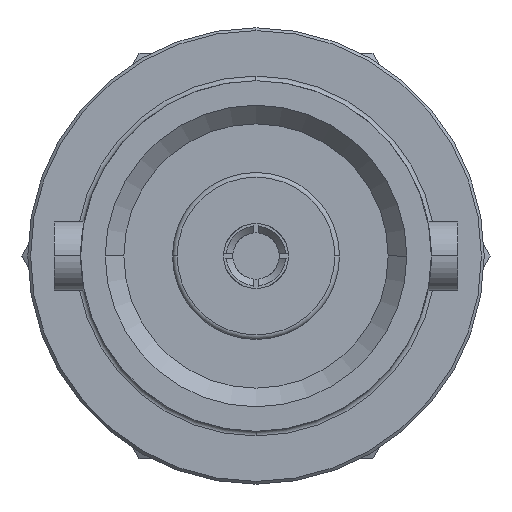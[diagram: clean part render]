
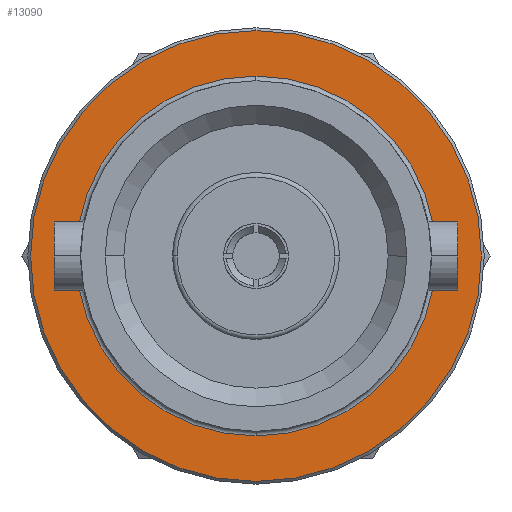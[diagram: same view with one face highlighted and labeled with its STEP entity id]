
A CAD part, left-side view. The second image highlights one B-rep face of the part: STEP entity #13090.
In plain terms, the highlighted planar face has unit normal (-1, 0, 0).
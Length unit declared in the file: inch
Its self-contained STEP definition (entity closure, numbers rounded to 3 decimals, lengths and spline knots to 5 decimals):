
#299 = EDGE_CURVE ( 'NONE', #5307, #2101, #14303, .T. ) ;
#1966 = EDGE_CURVE ( 'NONE', #2101, #5307, #5007, .T. ) ;
#2101 = VERTEX_POINT ( 'NONE', #12010 ) ;
#2450 = EDGE_LOOP ( 'NONE', ( #17725, #20344 ) ) ;
#4146 = DIRECTION ( 'NONE',  ( 1., 0., 0. ) ) ;
#4421 = CIRCLE ( 'NONE', #7442, 0.24306 ) ;
#4860 = AXIS2_PLACEMENT_3D ( 'NONE', #8831, #21915, #16771 ) ;
#5007 = CIRCLE ( 'NONE', #9997, 0.194 ) ;
#5307 = VERTEX_POINT ( 'NONE', #16580 ) ;
#7019 = EDGE_CURVE ( 'NONE', #13552, #11268, #4421, .T. ) ;
#7442 = AXIS2_PLACEMENT_3D ( 'NONE', #8622, #13752, #18807 ) ;
#7746 = DIRECTION ( 'NONE',  ( 1., 0., 0. ) ) ;
#7896 = CARTESIAN_POINT ( 'NONE',  ( 0.4252, 0., -0.24306 ) ) ;
#8622 = CARTESIAN_POINT ( 'NONE',  ( 0.4252, 0., 0. ) ) ;
#8831 = CARTESIAN_POINT ( 'NONE',  ( 0.4252, 0., 0. ) ) ;
#9997 = AXIS2_PLACEMENT_3D ( 'NONE', #17916, #7746, #18121 ) ;
#10896 = EDGE_CURVE ( 'NONE', #11268, #13552, #21624, .T. ) ;
#11098 = CARTESIAN_POINT ( 'NONE',  ( 0.4252, 0., 0. ) ) ;
#11268 = VERTEX_POINT ( 'NONE', #7896 ) ;
#11816 = EDGE_LOOP ( 'NONE', ( #17866, #21562 ) ) ;
#12010 = CARTESIAN_POINT ( 'NONE',  ( 0.4252, 0., 0.194 ) ) ;
#12291 = CARTESIAN_POINT ( 'NONE',  ( 0.4252, -0.18876, 0. ) ) ;
#12346 = FACE_BOUND ( 'NONE', #11816, .T. ) ;
#13090 = ADVANCED_FACE ( 'NONE', ( #13950, #12346 ), #17351, .F. ) ;
#13156 = AXIS2_PLACEMENT_3D ( 'NONE', #12291, #4146, #17633 ) ;
#13552 = VERTEX_POINT ( 'NONE', #15281 ) ;
#13752 = DIRECTION ( 'NONE',  ( -1., 0., 0. ) ) ;
#13950 = FACE_OUTER_BOUND ( 'NONE', #2450, .T. ) ;
#14303 = CIRCLE ( 'NONE', #4860, 0.194 ) ;
#14589 = DIRECTION ( 'NONE',  ( 0., 0., -1. ) ) ;
#15281 = CARTESIAN_POINT ( 'NONE',  ( 0.4252, 0., 0.24306 ) ) ;
#15879 = AXIS2_PLACEMENT_3D ( 'NONE', #11098, #19580, #14589 ) ;
#16580 = CARTESIAN_POINT ( 'NONE',  ( 0.4252, 0., -0.194 ) ) ;
#16771 = DIRECTION ( 'NONE',  ( 0., 0., -1. ) ) ;
#17351 = PLANE ( 'NONE',  #13156 ) ;
#17633 = DIRECTION ( 'NONE',  ( 0., 0., -1. ) ) ;
#17725 = ORIENTED_EDGE ( 'NONE', *, *, #10896, .T. ) ;
#17866 = ORIENTED_EDGE ( 'NONE', *, *, #299, .T. ) ;
#17916 = CARTESIAN_POINT ( 'NONE',  ( 0.4252, 0., 0. ) ) ;
#18121 = DIRECTION ( 'NONE',  ( 0., 0., -1. ) ) ;
#18807 = DIRECTION ( 'NONE',  ( 0., 0., -1. ) ) ;
#19580 = DIRECTION ( 'NONE',  ( -1., 0., 0. ) ) ;
#20344 = ORIENTED_EDGE ( 'NONE', *, *, #7019, .T. ) ;
#21562 = ORIENTED_EDGE ( 'NONE', *, *, #1966, .T. ) ;
#21624 = CIRCLE ( 'NONE', #15879, 0.24306 ) ;
#21915 = DIRECTION ( 'NONE',  ( 1., 0., 0. ) ) ;
